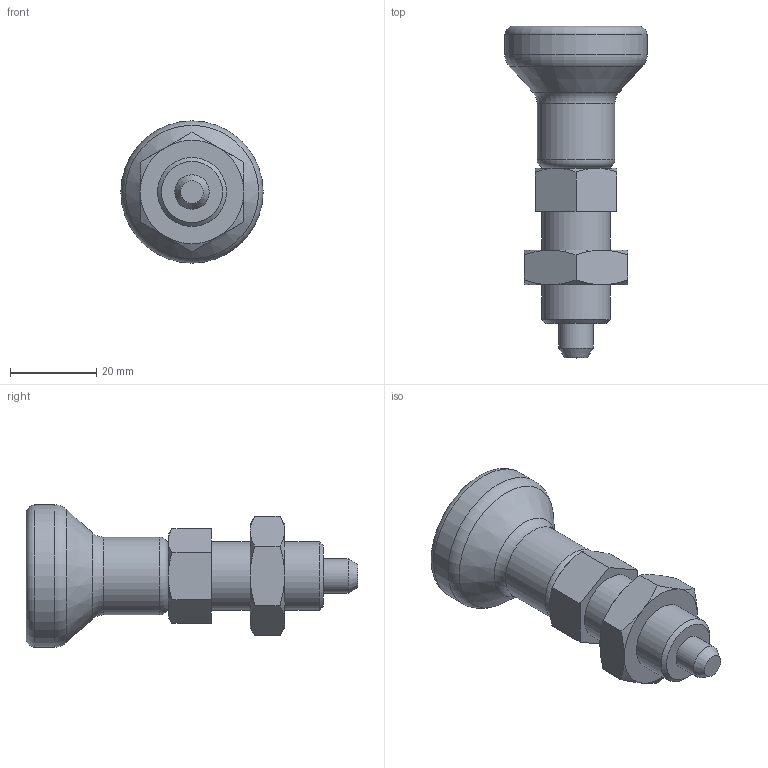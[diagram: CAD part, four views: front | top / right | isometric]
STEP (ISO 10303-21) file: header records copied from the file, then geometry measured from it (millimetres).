
FILE_DESCRIPTION( ( 'STEP AP214' ), '1' );
FILE_NAME( 'K0632.112308__B_ENTSPANNT_.stp', '2020-12-09T09:22:41', ( '' ), ( '' ), ' ', 'PARTsolutions', ' ' );
FILE_SCHEMA( ( 'AUTOMOTIVE_DESIGN { 1 0 10303 214 1 1 1 1 }' ) );
Length unit declared in the file: millimetre
Products named in the file (1): _K0632.112308_(B_ENTSPANNT)
Bounding box: 33 x 77 x 33 mm (x, y, z)
Volume: 25939.5 mm3; surface area: 6856.3 mm2
Topology: 1 solids, 1 shells, 49 faces, 104 edges, 61 vertices
Faces by surface type: cone 21, plane 18, cylinder 5, torus 4, sphere 1
Full cylindrical faces by diameter (mm): 8 x1, 16 x2, 18 x1, 33 x1
Entity records: 1756 total; most frequent: CARTESIAN_POINT 413, DIRECTION 186, ORIENTED_EDGE 176, EDGE_CURVE 88, AXIS2_PLACEMENT_3D 84, EDGE_LOOP 66, VERTEX_POINT 59, FACE_OUTER_BOUND 58
